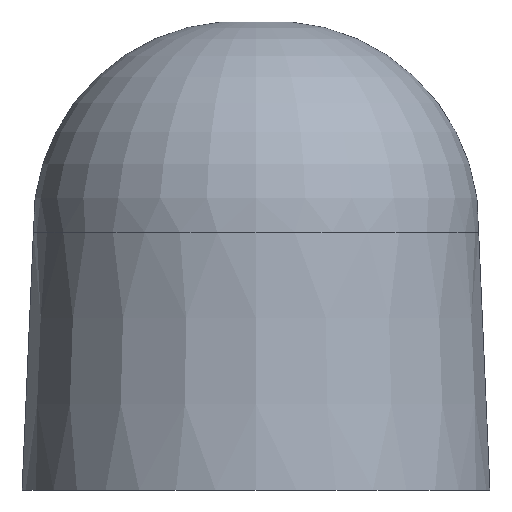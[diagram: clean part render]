
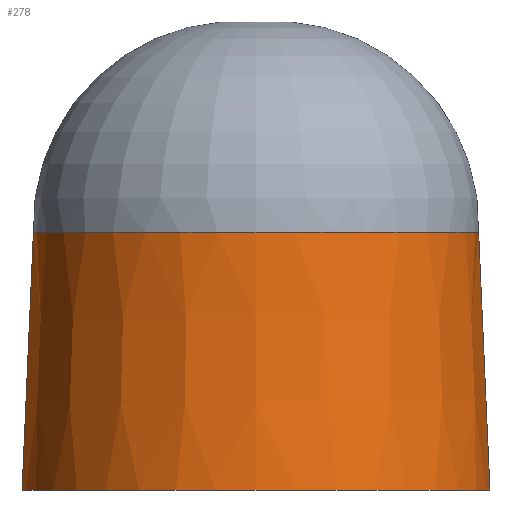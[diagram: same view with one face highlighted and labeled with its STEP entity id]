
A CAD part, front view. The second image highlights one B-rep face of the part: STEP entity #278.
In plain terms, the highlighted conical face has half-angle 2.503 degrees and reference radius 9.043 mm.
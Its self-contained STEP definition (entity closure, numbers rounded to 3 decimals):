
#13 = EDGE_CURVE ( 'NONE', #134, #96, #336, .T. ) ;
#18 = EDGE_CURVE ( 'NONE', #107, #134, #64, .T. ) ;
#24 = VECTOR ( 'NONE', #315, 1000. ) ;
#35 = DIRECTION ( 'NONE',  ( -1., 0., 0. ) ) ;
#47 = ORIENTED_EDGE ( 'NONE', *, *, #365, .T. ) ;
#53 = ORIENTED_EDGE ( 'NONE', *, *, #13, .F. ) ;
#64 = LINE ( 'NONE', #227, #327 ) ;
#65 = EDGE_CURVE ( 'NONE', #364, #96, #194, .T. ) ;
#67 = ORIENTED_EDGE ( 'NONE', *, *, #65, .T. ) ;
#96 = VERTEX_POINT ( 'NONE', #260 ) ;
#103 = EDGE_LOOP ( 'NONE', ( #333, #47, #67, #53 ) ) ;
#107 = VERTEX_POINT ( 'NONE', #140 ) ;
#115 = CARTESIAN_POINT ( 'NONE',  ( 14.064, -26.307, 10.467 ) ) ;
#134 = VERTEX_POINT ( 'NONE', #379 ) ;
#140 = CARTESIAN_POINT ( 'NONE',  ( 23.107, -26.307, 10.467 ) ) ;
#166 = DIRECTION ( 'NONE',  ( 0.044, 0., -0.999 ) ) ;
#182 = DIRECTION ( 'NONE',  ( -1., 0., 0. ) ) ;
#194 = LINE ( 'NONE', #257, #24 ) ;
#196 = DIRECTION ( 'NONE',  ( -1., 0., 0. ) ) ;
#210 = DIRECTION ( 'NONE',  ( 0., 0., -1. ) ) ;
#227 = CARTESIAN_POINT ( 'NONE',  ( 23.107, -26.307, 10.467 ) ) ;
#245 = AXIS2_PLACEMENT_3D ( 'NONE', #328, #210, #35 ) ;
#250 = AXIS2_PLACEMENT_3D ( 'NONE', #313, #343, #196 ) ;
#257 = CARTESIAN_POINT ( 'NONE',  ( 5.022, -26.307, 10.467 ) ) ;
#258 = CONICAL_SURFACE ( 'NONE', #245, 9.042, 0.044 ) ;
#260 = CARTESIAN_POINT ( 'NONE',  ( 4.564, -26.307, 0. ) ) ;
#278 = ADVANCED_FACE ( 'NONE', ( #280 ), #258, .T. ) ;
#280 = FACE_OUTER_BOUND ( 'NONE', #103, .T. ) ;
#295 = DIRECTION ( 'NONE',  ( 0., 0., -1. ) ) ;
#313 = CARTESIAN_POINT ( 'NONE',  ( 14.064, -26.307, 0. ) ) ;
#314 = AXIS2_PLACEMENT_3D ( 'NONE', #115, #295, #182 ) ;
#315 = DIRECTION ( 'NONE',  ( -0.044, 0., -0.999 ) ) ;
#327 = VECTOR ( 'NONE', #166, 1000. ) ;
#328 = CARTESIAN_POINT ( 'NONE',  ( 14.064, -26.307, 10.467 ) ) ;
#331 = CIRCLE ( 'NONE', #314, 9.042 ) ;
#333 = ORIENTED_EDGE ( 'NONE', *, *, #18, .F. ) ;
#336 = CIRCLE ( 'NONE', #250, 9.5 ) ;
#343 = DIRECTION ( 'NONE',  ( 0., 0., -1. ) ) ;
#361 = CARTESIAN_POINT ( 'NONE',  ( 5.022, -26.307, 10.467 ) ) ;
#364 = VERTEX_POINT ( 'NONE', #361 ) ;
#365 = EDGE_CURVE ( 'NONE', #107, #364, #331, .T. ) ;
#379 = CARTESIAN_POINT ( 'NONE',  ( 23.564, -26.307, 0. ) ) ;
